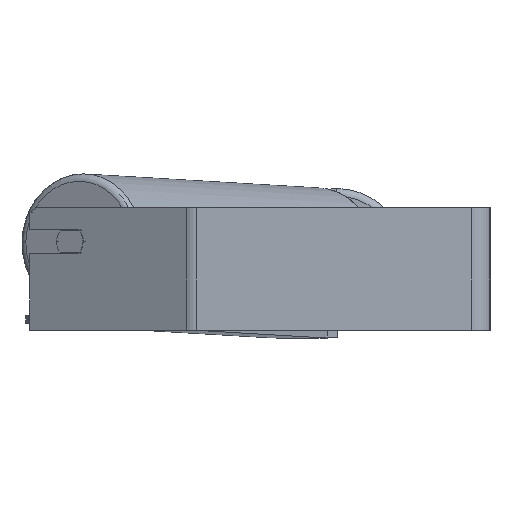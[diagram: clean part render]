
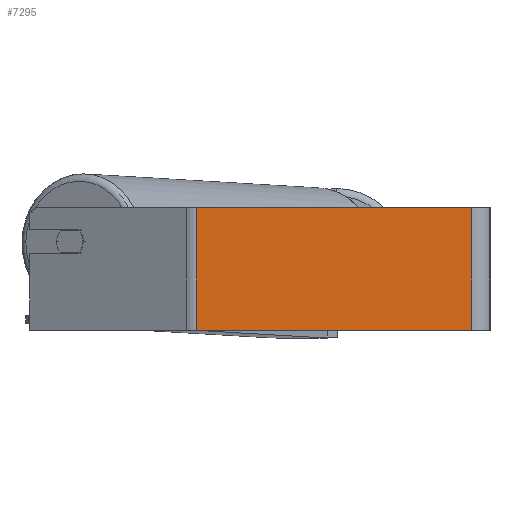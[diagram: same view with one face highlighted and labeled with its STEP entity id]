
A CAD part, left-side view. The second image highlights one B-rep face of the part: STEP entity #7295.
In plain terms, the highlighted planar face has unit normal (-1, 0, 0).
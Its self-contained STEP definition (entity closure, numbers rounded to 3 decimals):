
#46 = EDGE_CURVE ( 'NONE', #4525, #8063, #4022, .T. ) ;
#160 = DIRECTION ( 'NONE',  ( 0., -1., 0. ) ) ;
#878 = CARTESIAN_POINT ( 'NONE',  ( -525., 191.701, 40. ) ) ;
#1100 = AXIS2_PLACEMENT_3D ( 'NONE', #3933, #5172, #3756 ) ;
#1169 = EDGE_CURVE ( 'NONE', #4525, #5301, #6521, .T. ) ;
#1278 = VECTOR ( 'NONE', #1586, 1000. ) ;
#1316 = EDGE_CURVE ( 'NONE', #8063, #8999, #4684, .T. ) ;
#1586 = DIRECTION ( 'NONE',  ( 0., 0., -1. ) ) ;
#2237 = FACE_OUTER_BOUND ( 'NONE', #8236, .T. ) ;
#2388 = CARTESIAN_POINT ( 'NONE',  ( -525., 191.701, -40. ) ) ;
#2771 = CARTESIAN_POINT ( 'NONE',  ( -525., 12., 40. ) ) ;
#2852 = VECTOR ( 'NONE', #5250, 1000. ) ;
#3724 = CARTESIAN_POINT ( 'NONE',  ( -525., 12., 40. ) ) ;
#3756 = DIRECTION ( 'NONE',  ( 0., 1., 0. ) ) ;
#3933 = CARTESIAN_POINT ( 'NONE',  ( -525., 194.916, 40. ) ) ;
#3935 = EDGE_CURVE ( 'NONE', #5301, #8999, #6424, .T. ) ;
#4022 = LINE ( 'NONE', #8921, #6325 ) ;
#4245 = ORIENTED_EDGE ( 'NONE', *, *, #1316, .T. ) ;
#4323 = CARTESIAN_POINT ( 'NONE',  ( -525., 194.916, 40. ) ) ;
#4525 = VERTEX_POINT ( 'NONE', #878 ) ;
#4645 = CARTESIAN_POINT ( 'NONE',  ( -525., 194.916, -40. ) ) ;
#4684 = LINE ( 'NONE', #4645, #2852 ) ;
#5172 = DIRECTION ( 'NONE',  ( 1., 0., 0. ) ) ;
#5250 = DIRECTION ( 'NONE',  ( 0., -1., 0. ) ) ;
#5301 = VERTEX_POINT ( 'NONE', #3724 ) ;
#5696 = CARTESIAN_POINT ( 'NONE',  ( -525., 12., -40. ) ) ;
#6260 = ORIENTED_EDGE ( 'NONE', *, *, #46, .T. ) ;
#6325 = VECTOR ( 'NONE', #7590, 1000. ) ;
#6344 = VECTOR ( 'NONE', #160, 1000. ) ;
#6424 = LINE ( 'NONE', #2771, #1278 ) ;
#6438 = PLANE ( 'NONE',  #1100 ) ;
#6521 = LINE ( 'NONE', #4323, #6344 ) ;
#6667 = ORIENTED_EDGE ( 'NONE', *, *, #3935, .F. ) ;
#7295 = ADVANCED_FACE ( 'NONE', ( #2237 ), #6438, .F. ) ;
#7590 = DIRECTION ( 'NONE',  ( 0., 0., -1. ) ) ;
#8063 = VERTEX_POINT ( 'NONE', #2388 ) ;
#8236 = EDGE_LOOP ( 'NONE', ( #4245, #6667, #8452, #6260 ) ) ;
#8452 = ORIENTED_EDGE ( 'NONE', *, *, #1169, .F. ) ;
#8921 = CARTESIAN_POINT ( 'NONE',  ( -525., 191.701, 40. ) ) ;
#8999 = VERTEX_POINT ( 'NONE', #5696 ) ;
